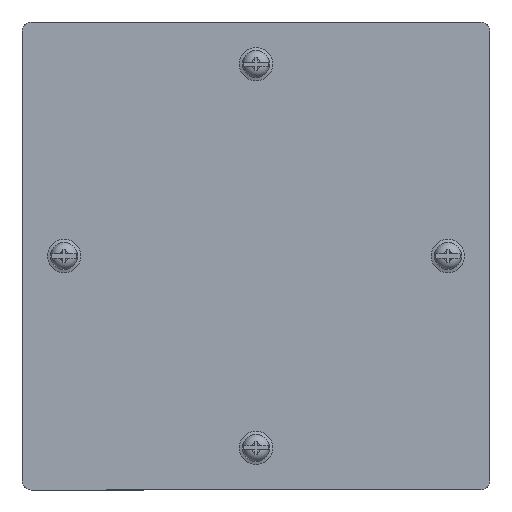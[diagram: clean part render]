
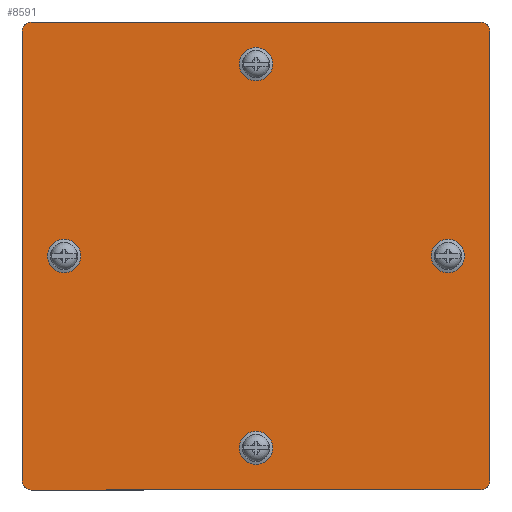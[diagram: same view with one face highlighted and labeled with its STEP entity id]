
A CAD part, front view. The second image highlights one B-rep face of the part: STEP entity #8591.
In plain terms, the highlighted face is planar.
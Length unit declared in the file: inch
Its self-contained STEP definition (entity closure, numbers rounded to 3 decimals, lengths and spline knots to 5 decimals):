
#138 = DIRECTION ( 'NONE',  ( 0., 0., -1. ) ) ;
#193 = AXIS2_PLACEMENT_3D ( 'NONE', #6771, #13416, #6625 ) ;
#351 = CARTESIAN_POINT ( 'NONE',  ( -3.094, 4.197, 2.969 ) ) ;
#385 = CARTESIAN_POINT ( 'NONE',  ( -2.969, 4.197, 2.969 ) ) ;
#531 = ORIENTED_EDGE ( 'NONE', *, *, #9060, .T. ) ;
#647 = ORIENTED_EDGE ( 'NONE', *, *, #7172, .F. ) ;
#929 = CARTESIAN_POINT ( 'NONE',  ( 0., 4.197, 2.4125 ) ) ;
#939 = ORIENTED_EDGE ( 'NONE', *, *, #12375, .F. ) ;
#1155 = CARTESIAN_POINT ( 'NONE',  ( 0., 4.197, 0. ) ) ;
#1633 = DIRECTION ( 'NONE',  ( 0., 0., -1. ) ) ;
#1880 = AXIS2_PLACEMENT_3D ( 'NONE', #2477, #10460, #11299 ) ;
#1915 = CARTESIAN_POINT ( 'NONE',  ( 2.969, 4.197, 3.094 ) ) ;
#2049 = VERTEX_POINT ( 'NONE', #8963 ) ;
#2108 = AXIS2_PLACEMENT_3D ( 'NONE', #6365, #6146, #9508 ) ;
#2130 = ORIENTED_EDGE ( 'NONE', *, *, #12925, .F. ) ;
#2200 = CIRCLE ( 'NONE', #5995, 0.125 ) ;
#2248 = ORIENTED_EDGE ( 'NONE', *, *, #10080, .F. ) ;
#2274 = FACE_BOUND ( 'NONE', #4924, .T. ) ;
#2319 = VERTEX_POINT ( 'NONE', #9513 ) ;
#2477 = CARTESIAN_POINT ( 'NONE',  ( 2.969, 4.197, -2.969 ) ) ;
#2507 = VERTEX_POINT ( 'NONE', #4086 ) ;
#2513 = VERTEX_POINT ( 'NONE', #9990 ) ;
#2732 = EDGE_CURVE ( 'NONE', #2049, #2049, #14702, .T. ) ;
#2777 = EDGE_CURVE ( 'NONE', #2997, #2997, #4693, .T. ) ;
#2897 = LINE ( 'NONE', #5355, #9989 ) ;
#2981 = EDGE_CURVE ( 'NONE', #2513, #2507, #7581, .T. ) ;
#2997 = VERTEX_POINT ( 'NONE', #929 ) ;
#3377 = ORIENTED_EDGE ( 'NONE', *, *, #2981, .F. ) ;
#3467 = EDGE_LOOP ( 'NONE', ( #13008 ) ) ;
#3488 = CARTESIAN_POINT ( 'NONE',  ( 2.5375, 4.197, 0. ) ) ;
#3661 = CARTESIAN_POINT ( 'NONE',  ( -2.969, 4.197, -2.969 ) ) ;
#3891 = EDGE_LOOP ( 'NONE', ( #939, #647, #4033, #9352, #9050, #2130, #2248, #3377 ) ) ;
#3902 = LINE ( 'NONE', #8441, #7412 ) ;
#4033 = ORIENTED_EDGE ( 'NONE', *, *, #13569, .F. ) ;
#4086 = CARTESIAN_POINT ( 'NONE',  ( 3.094, 4.197, -2.969 ) ) ;
#4094 = CARTESIAN_POINT ( 'NONE',  ( -3.094, 4.197, -2.969 ) ) ;
#4185 = EDGE_CURVE ( 'NONE', #8683, #5255, #11201, .T. ) ;
#4252 = CIRCLE ( 'NONE', #10715, 0.125 ) ;
#4493 = AXIS2_PLACEMENT_3D ( 'NONE', #3488, #13770, #138 ) ;
#4543 = CARTESIAN_POINT ( 'NONE',  ( -2.5375, 4.197, -0.125 ) ) ;
#4693 = CIRCLE ( 'NONE', #2108, 0.125 ) ;
#4773 = DIRECTION ( 'NONE',  ( 0., 0., 1. ) ) ;
#4775 = ORIENTED_EDGE ( 'NONE', *, *, #2732, .T. ) ;
#4791 = DIRECTION ( 'NONE',  ( 0., 0., -1. ) ) ;
#4792 = EDGE_LOOP ( 'NONE', ( #531 ) ) ;
#4924 = EDGE_LOOP ( 'NONE', ( #12592 ) ) ;
#4998 = CARTESIAN_POINT ( 'NONE',  ( -2.969, 4.197, 3.094 ) ) ;
#5059 = DIRECTION ( 'NONE',  ( 0., -1., 0. ) ) ;
#5255 = VERTEX_POINT ( 'NONE', #351 ) ;
#5355 = CARTESIAN_POINT ( 'NONE',  ( -3.094, 4.197, 3.094 ) ) ;
#5614 = VERTEX_POINT ( 'NONE', #14192 ) ;
#5665 = AXIS2_PLACEMENT_3D ( 'NONE', #385, #7454, #10756 ) ;
#5676 = CARTESIAN_POINT ( 'NONE',  ( 2.5375, 4.197, -0.125 ) ) ;
#5995 = AXIS2_PLACEMENT_3D ( 'NONE', #10502, #8136, #4773 ) ;
#6067 = DIRECTION ( 'NONE',  ( 0., -1., 0. ) ) ;
#6135 = CARTESIAN_POINT ( 'NONE',  ( -2.5375, 4.197, 0. ) ) ;
#6146 = DIRECTION ( 'NONE',  ( 0., -1., 0. ) ) ;
#6236 = VECTOR ( 'NONE', #1633, 39.37008 ) ;
#6365 = CARTESIAN_POINT ( 'NONE',  ( 0., 4.197, 2.5375 ) ) ;
#6625 = DIRECTION ( 'NONE',  ( 0., 0., -1. ) ) ;
#6771 = CARTESIAN_POINT ( 'NONE',  ( 0., 4.197, -2.5375 ) ) ;
#6801 = FACE_BOUND ( 'NONE', #3467, .T. ) ;
#6945 = FACE_BOUND ( 'NONE', #4792, .T. ) ;
#6985 = LINE ( 'NONE', #9150, #6236 ) ;
#7172 = EDGE_CURVE ( 'NONE', #9512, #5614, #4252, .T. ) ;
#7256 = EDGE_CURVE ( 'NONE', #7858, #8683, #2897, .T. ) ;
#7329 = EDGE_CURVE ( 'NONE', #13868, #13868, #10230, .T. ) ;
#7412 = VECTOR ( 'NONE', #13004, 39.37008 ) ;
#7454 = DIRECTION ( 'NONE',  ( 0., -1., 0. ) ) ;
#7581 = CIRCLE ( 'NONE', #1880, 0.125 ) ;
#7858 = VERTEX_POINT ( 'NONE', #1915 ) ;
#8126 = VERTEX_POINT ( 'NONE', #4543 ) ;
#8136 = DIRECTION ( 'NONE',  ( 0., -1., 0. ) ) ;
#8441 = CARTESIAN_POINT ( 'NONE',  ( 3.094, 4.197, -3.094 ) ) ;
#8591 = ADVANCED_FACE ( 'NONE', ( #13805, #2274, #12499, #6945, #6801 ), #11377, .T. ) ;
#8610 = EDGE_LOOP ( 'NONE', ( #4775 ) ) ;
#8661 = CIRCLE ( 'NONE', #10153, 0.125 ) ;
#8683 = VERTEX_POINT ( 'NONE', #4998 ) ;
#8963 = CARTESIAN_POINT ( 'NONE',  ( 0., 4.197, -2.6625 ) ) ;
#9010 = CARTESIAN_POINT ( 'NONE',  ( 3.094, 4.197, 3.094 ) ) ;
#9050 = ORIENTED_EDGE ( 'NONE', *, *, #7256, .F. ) ;
#9060 = EDGE_CURVE ( 'NONE', #8126, #8126, #8661, .T. ) ;
#9150 = CARTESIAN_POINT ( 'NONE',  ( -3.094, 4.197, -3.094 ) ) ;
#9352 = ORIENTED_EDGE ( 'NONE', *, *, #4185, .F. ) ;
#9410 = AXIS2_PLACEMENT_3D ( 'NONE', #1155, #10246, #11526 ) ;
#9508 = DIRECTION ( 'NONE',  ( 0., 0., -1. ) ) ;
#9512 = VERTEX_POINT ( 'NONE', #4094 ) ;
#9513 = CARTESIAN_POINT ( 'NONE',  ( 3.094, 4.197, 2.969 ) ) ;
#9623 = DIRECTION ( 'NONE',  ( 0., 0., 1. ) ) ;
#9844 = DIRECTION ( 'NONE',  ( -1., 0., 0. ) ) ;
#9989 = VECTOR ( 'NONE', #9844, 39.37008 ) ;
#9990 = CARTESIAN_POINT ( 'NONE',  ( 2.969, 4.197, -3.094 ) ) ;
#10080 = EDGE_CURVE ( 'NONE', #2507, #2319, #11269, .T. ) ;
#10153 = AXIS2_PLACEMENT_3D ( 'NONE', #6135, #6067, #4791 ) ;
#10230 = CIRCLE ( 'NONE', #4493, 0.125 ) ;
#10246 = DIRECTION ( 'NONE',  ( 0., 1., 0. ) ) ;
#10460 = DIRECTION ( 'NONE',  ( 0., -1., 0. ) ) ;
#10502 = CARTESIAN_POINT ( 'NONE',  ( 2.969, 4.197, 2.969 ) ) ;
#10715 = AXIS2_PLACEMENT_3D ( 'NONE', #3661, #5059, #9623 ) ;
#10756 = DIRECTION ( 'NONE',  ( 0., 0., 1. ) ) ;
#11201 = CIRCLE ( 'NONE', #5665, 0.125 ) ;
#11269 = LINE ( 'NONE', #9010, #13846 ) ;
#11299 = DIRECTION ( 'NONE',  ( 0., 0., 1. ) ) ;
#11377 = PLANE ( 'NONE',  #9410 ) ;
#11526 = DIRECTION ( 'NONE',  ( 0., 0., 1. ) ) ;
#12375 = EDGE_CURVE ( 'NONE', #5614, #2513, #3902, .T. ) ;
#12499 = FACE_BOUND ( 'NONE', #8610, .T. ) ;
#12592 = ORIENTED_EDGE ( 'NONE', *, *, #2777, .T. ) ;
#12925 = EDGE_CURVE ( 'NONE', #2319, #7858, #2200, .T. ) ;
#13004 = DIRECTION ( 'NONE',  ( 1., 0., 0. ) ) ;
#13008 = ORIENTED_EDGE ( 'NONE', *, *, #7329, .T. ) ;
#13416 = DIRECTION ( 'NONE',  ( 0., -1., 0. ) ) ;
#13548 = DIRECTION ( 'NONE',  ( 0., 0., 1. ) ) ;
#13569 = EDGE_CURVE ( 'NONE', #5255, #9512, #6985, .T. ) ;
#13770 = DIRECTION ( 'NONE',  ( 0., -1., 0. ) ) ;
#13805 = FACE_OUTER_BOUND ( 'NONE', #3891, .T. ) ;
#13846 = VECTOR ( 'NONE', #13548, 39.37008 ) ;
#13868 = VERTEX_POINT ( 'NONE', #5676 ) ;
#14192 = CARTESIAN_POINT ( 'NONE',  ( -2.969, 4.197, -3.094 ) ) ;
#14702 = CIRCLE ( 'NONE', #193, 0.125 ) ;
